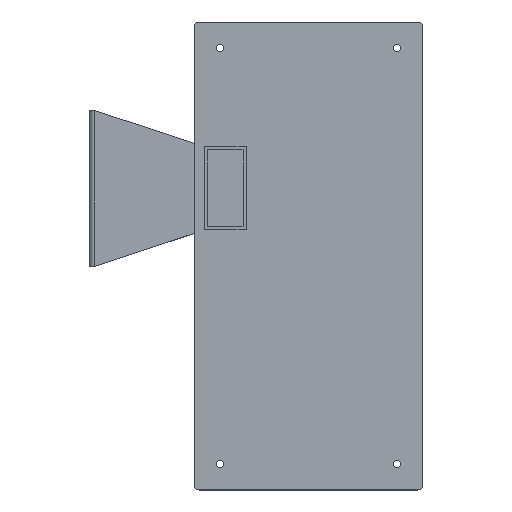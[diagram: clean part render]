
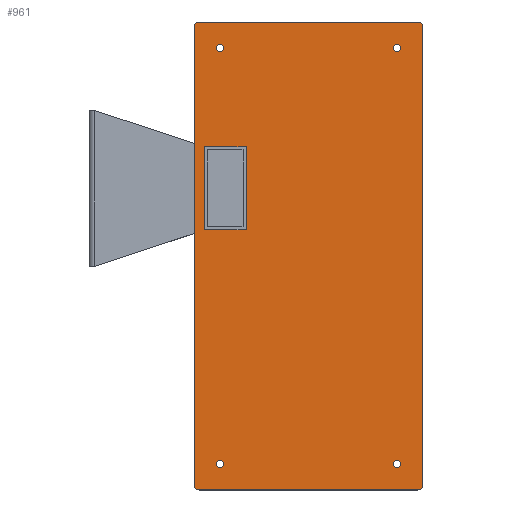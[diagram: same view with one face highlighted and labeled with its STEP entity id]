
A CAD part, top view. The second image highlights one B-rep face of the part: STEP entity #961.
In plain terms, the highlighted planar face has unit normal (0, 0, 1).
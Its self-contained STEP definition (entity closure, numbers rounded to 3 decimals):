
#16 = CARTESIAN_POINT ( 'NONE',  ( -30., -285., 72.5 ) ) ;
#34 = CIRCLE ( 'NONE', #1646, 3.5 ) ;
#57 = CARTESIAN_POINT ( 'NONE',  ( 165., -265., 72.5 ) ) ;
#77 = EDGE_LOOP ( 'NONE', ( #875, #1022, #459, #325 ) ) ;
#93 = CARTESIAN_POINT ( 'NONE',  ( 190., 155., 72.5 ) ) ;
#94 = CARTESIAN_POINT ( 'NONE',  ( -1.5, 135., 72.5 ) ) ;
#99 = ORIENTED_EDGE ( 'NONE', *, *, #950, .T. ) ;
#104 = AXIS2_PLACEMENT_3D ( 'NONE', #1598, #1569, #269 ) ;
#124 = CARTESIAN_POINT ( 'NONE',  ( 185., 160., 72.5 ) ) ;
#128 = FACE_BOUND ( 'NONE', #896, .T. ) ;
#148 = VERTEX_POINT ( 'NONE', #1480 ) ;
#153 = EDGE_CURVE ( 'NONE', #1292, #1315, #684, .T. ) ;
#155 = DIRECTION ( 'NONE',  ( 0., 0., 1. ) ) ;
#162 = VERTEX_POINT ( 'NONE', #546 ) ;
#168 = AXIS2_PLACEMENT_3D ( 'NONE', #1154, #972, #210 ) ;
#189 = CARTESIAN_POINT ( 'NONE',  ( -30., 155., 72.5 ) ) ;
#190 = VERTEX_POINT ( 'NONE', #1007 ) ;
#210 = DIRECTION ( 'NONE',  ( -1., 0., 0. ) ) ;
#227 = EDGE_LOOP ( 'NONE', ( #1264 ) ) ;
#230 = EDGE_CURVE ( 'NONE', #1579, #726, #1845, .T. ) ;
#233 = EDGE_CURVE ( 'NONE', #1157, #1157, #1750, .T. ) ;
#253 = EDGE_LOOP ( 'NONE', ( #1074 ) ) ;
#265 = CARTESIAN_POINT ( 'NONE',  ( -20., 40., 72.5 ) ) ;
#269 = DIRECTION ( 'NONE',  ( -1., 0., 0. ) ) ;
#288 = ORIENTED_EDGE ( 'NONE', *, *, #390, .T. ) ;
#305 = VERTEX_POINT ( 'NONE', #94 ) ;
#307 = LINE ( 'NONE', #93, #785 ) ;
#325 = ORIENTED_EDGE ( 'NONE', *, *, #1665, .T. ) ;
#332 = CIRCLE ( 'NONE', #1771, 3.5 ) ;
#357 = DIRECTION ( 'NONE',  ( 1., 0., 0. ) ) ;
#364 = FACE_BOUND ( 'NONE', #227, .T. ) ;
#378 = EDGE_LOOP ( 'NONE', ( #924 ) ) ;
#390 = EDGE_CURVE ( 'NONE', #148, #637, #1014, .T. ) ;
#407 = ORIENTED_EDGE ( 'NONE', *, *, #1396, .T. ) ;
#423 = CIRCLE ( 'NONE', #168, 5. ) ;
#425 = CARTESIAN_POINT ( 'NONE',  ( 20., 40., 72.5 ) ) ;
#443 = CIRCLE ( 'NONE', #651, 5. ) ;
#456 = CARTESIAN_POINT ( 'NONE',  ( -20., 40., 72.5 ) ) ;
#459 = ORIENTED_EDGE ( 'NONE', *, *, #842, .T. ) ;
#464 = VERTEX_POINT ( 'NONE', #1499 ) ;
#481 = DIRECTION ( 'NONE',  ( 1., 0., 0. ) ) ;
#495 = AXIS2_PLACEMENT_3D ( 'NONE', #1155, #947, #1123 ) ;
#515 = DIRECTION ( 'NONE',  ( 0., 0., 1. ) ) ;
#518 = AXIS2_PLACEMENT_3D ( 'NONE', #1036, #1711, #686 ) ;
#546 = CARTESIAN_POINT ( 'NONE',  ( 168.5, -265., 72.5 ) ) ;
#547 = FACE_BOUND ( 'NONE', #253, .T. ) ;
#568 = CARTESIAN_POINT ( 'NONE',  ( 165., 135., 72.5 ) ) ;
#598 = CARTESIAN_POINT ( 'NONE',  ( -1.5, -265., 72.5 ) ) ;
#604 = CIRCLE ( 'NONE', #1197, 3.5 ) ;
#637 = VERTEX_POINT ( 'NONE', #1353 ) ;
#646 = CARTESIAN_POINT ( 'NONE',  ( -25., 160., 72.5 ) ) ;
#650 = DIRECTION ( 'NONE',  ( -1., 0., 0. ) ) ;
#651 = AXIS2_PLACEMENT_3D ( 'NONE', #1839, #1650, #856 ) ;
#684 = LINE ( 'NONE', #1340, #821 ) ;
#686 = DIRECTION ( 'NONE',  ( 1., 0., 0. ) ) ;
#704 = CARTESIAN_POINT ( 'NONE',  ( -25., -285., 72.5 ) ) ;
#726 = VERTEX_POINT ( 'NONE', #1388 ) ;
#731 = CARTESIAN_POINT ( 'NONE',  ( -5., 135., 72.5 ) ) ;
#733 = EDGE_CURVE ( 'NONE', #993, #190, #1435, .T. ) ;
#765 = CIRCLE ( 'NONE', #1348, 5. ) ;
#779 = VERTEX_POINT ( 'NONE', #1152 ) ;
#785 = VECTOR ( 'NONE', #886, 1000. ) ;
#786 = EDGE_CURVE ( 'NONE', #464, #993, #423, .T. ) ;
#797 = VERTEX_POINT ( 'NONE', #1032 ) ;
#821 = VECTOR ( 'NONE', #837, 1000. ) ;
#837 = DIRECTION ( 'NONE',  ( 0., -1., 0. ) ) ;
#842 = EDGE_CURVE ( 'NONE', #726, #1637, #879, .T. ) ;
#856 = DIRECTION ( 'NONE',  ( -1., 0., 0. ) ) ;
#858 = EDGE_CURVE ( 'NONE', #779, #1579, #1059, .T. ) ;
#861 = DIRECTION ( 'NONE',  ( 1., 0., 0. ) ) ;
#875 = ORIENTED_EDGE ( 'NONE', *, *, #858, .T. ) ;
#879 = LINE ( 'NONE', #265, #1773 ) ;
#886 = DIRECTION ( 'NONE',  ( 0., 1., 0. ) ) ;
#896 = EDGE_LOOP ( 'NONE', ( #1831 ) ) ;
#924 = ORIENTED_EDGE ( 'NONE', *, *, #1670, .F. ) ;
#947 = DIRECTION ( 'NONE',  ( 0., 0., 1. ) ) ;
#950 = EDGE_CURVE ( 'NONE', #190, #1292, #443, .T. ) ;
#961 = ADVANCED_FACE ( 'NONE', ( #1160, #1033, #128, #547, #364, #1369 ), #1397, .F. ) ;
#966 = VERTEX_POINT ( 'NONE', #1215 ) ;
#972 = DIRECTION ( 'NONE',  ( 0., 0., 1. ) ) ;
#993 = VERTEX_POINT ( 'NONE', #124 ) ;
#1001 = VECTOR ( 'NONE', #861, 1000. ) ;
#1007 = CARTESIAN_POINT ( 'NONE',  ( -25., 160., 72.5 ) ) ;
#1014 = LINE ( 'NONE', #1577, #1001 ) ;
#1022 = ORIENTED_EDGE ( 'NONE', *, *, #230, .T. ) ;
#1032 = CARTESIAN_POINT ( 'NONE',  ( 168.5, 135., 72.5 ) ) ;
#1033 = FACE_BOUND ( 'NONE', #77, .T. ) ;
#1036 = CARTESIAN_POINT ( 'NONE',  ( -5., -265., 72.5 ) ) ;
#1059 = LINE ( 'NONE', #1707, #1453 ) ;
#1062 = CIRCLE ( 'NONE', #495, 5. ) ;
#1074 = ORIENTED_EDGE ( 'NONE', *, *, #233, .F. ) ;
#1095 = CARTESIAN_POINT ( 'NONE',  ( 20., 40., 72.5 ) ) ;
#1108 = EDGE_CURVE ( 'NONE', #162, #162, #604, .T. ) ;
#1123 = DIRECTION ( 'NONE',  ( -1., 0., 0. ) ) ;
#1148 = VECTOR ( 'NONE', #1673, 1000. ) ;
#1152 = CARTESIAN_POINT ( 'NONE',  ( 20., -40., 72.5 ) ) ;
#1154 = CARTESIAN_POINT ( 'NONE',  ( 185., 155., 72.5 ) ) ;
#1155 = CARTESIAN_POINT ( 'NONE',  ( 185., -285., 72.5 ) ) ;
#1157 = VERTEX_POINT ( 'NONE', #598 ) ;
#1160 = FACE_OUTER_BOUND ( 'NONE', #1753, .T. ) ;
#1168 = EDGE_CURVE ( 'NONE', #966, #464, #307, .T. ) ;
#1197 = AXIS2_PLACEMENT_3D ( 'NONE', #57, #515, #481 ) ;
#1207 = LINE ( 'NONE', #425, #1757 ) ;
#1215 = CARTESIAN_POINT ( 'NONE',  ( 190., -285., 72.5 ) ) ;
#1264 = ORIENTED_EDGE ( 'NONE', *, *, #1378, .F. ) ;
#1292 = VERTEX_POINT ( 'NONE', #189 ) ;
#1315 = VERTEX_POINT ( 'NONE', #16 ) ;
#1322 = ORIENTED_EDGE ( 'NONE', *, *, #1602, .T. ) ;
#1340 = CARTESIAN_POINT ( 'NONE',  ( -30., 155., 72.5 ) ) ;
#1348 = AXIS2_PLACEMENT_3D ( 'NONE', #704, #1642, #650 ) ;
#1353 = CARTESIAN_POINT ( 'NONE',  ( 185., -290., 72.5 ) ) ;
#1361 = DIRECTION ( 'NONE',  ( 1., 0., 0. ) ) ;
#1369 = FACE_BOUND ( 'NONE', #378, .T. ) ;
#1378 = EDGE_CURVE ( 'NONE', #305, #305, #332, .T. ) ;
#1387 = ORIENTED_EDGE ( 'NONE', *, *, #1168, .T. ) ;
#1388 = CARTESIAN_POINT ( 'NONE',  ( -20., 40., 72.5 ) ) ;
#1396 = EDGE_CURVE ( 'NONE', #637, #966, #1062, .T. ) ;
#1397 = PLANE ( 'NONE',  #104 ) ;
#1435 = LINE ( 'NONE', #646, #1148 ) ;
#1442 = DIRECTION ( 'NONE',  ( 0., 0., 1. ) ) ;
#1443 = DIRECTION ( 'NONE',  ( 0., -1., 0. ) ) ;
#1446 = DIRECTION ( 'NONE',  ( -1., 0., 0. ) ) ;
#1453 = VECTOR ( 'NONE', #1446, 1000. ) ;
#1480 = CARTESIAN_POINT ( 'NONE',  ( -25., -290., 72.5 ) ) ;
#1499 = CARTESIAN_POINT ( 'NONE',  ( 190., 155., 72.5 ) ) ;
#1515 = DIRECTION ( 'NONE',  ( 0., 1., 0. ) ) ;
#1557 = ORIENTED_EDGE ( 'NONE', *, *, #786, .T. ) ;
#1561 = CARTESIAN_POINT ( 'NONE',  ( -20., -40., 72.5 ) ) ;
#1569 = DIRECTION ( 'NONE',  ( 0., 0., -1. ) ) ;
#1577 = CARTESIAN_POINT ( 'NONE',  ( -25., -290., 72.5 ) ) ;
#1579 = VERTEX_POINT ( 'NONE', #1561 ) ;
#1598 = CARTESIAN_POINT ( 'NONE',  ( 185., -285., 72.5 ) ) ;
#1602 = EDGE_CURVE ( 'NONE', #1315, #148, #765, .T. ) ;
#1628 = ORIENTED_EDGE ( 'NONE', *, *, #153, .T. ) ;
#1633 = ORIENTED_EDGE ( 'NONE', *, *, #733, .T. ) ;
#1637 = VERTEX_POINT ( 'NONE', #1095 ) ;
#1642 = DIRECTION ( 'NONE',  ( 0., 0., 1. ) ) ;
#1646 = AXIS2_PLACEMENT_3D ( 'NONE', #568, #155, #357 ) ;
#1650 = DIRECTION ( 'NONE',  ( 0., 0., 1. ) ) ;
#1665 = EDGE_CURVE ( 'NONE', #1637, #779, #1207, .T. ) ;
#1670 = EDGE_CURVE ( 'NONE', #797, #797, #34, .T. ) ;
#1673 = DIRECTION ( 'NONE',  ( -1., 0., 0. ) ) ;
#1707 = CARTESIAN_POINT ( 'NONE',  ( -20., -40., 72.5 ) ) ;
#1711 = DIRECTION ( 'NONE',  ( 0., 0., 1. ) ) ;
#1750 = CIRCLE ( 'NONE', #518, 3.5 ) ;
#1753 = EDGE_LOOP ( 'NONE', ( #407, #1387, #1557, #1633, #99, #1628, #1322, #288 ) ) ;
#1757 = VECTOR ( 'NONE', #1443, 1000. ) ;
#1771 = AXIS2_PLACEMENT_3D ( 'NONE', #731, #1442, #1361 ) ;
#1773 = VECTOR ( 'NONE', #1804, 1000. ) ;
#1804 = DIRECTION ( 'NONE',  ( 1., 0., 0. ) ) ;
#1831 = ORIENTED_EDGE ( 'NONE', *, *, #1108, .F. ) ;
#1839 = CARTESIAN_POINT ( 'NONE',  ( -25., 155., 72.5 ) ) ;
#1845 = LINE ( 'NONE', #456, #1851 ) ;
#1851 = VECTOR ( 'NONE', #1515, 1000. ) ;
